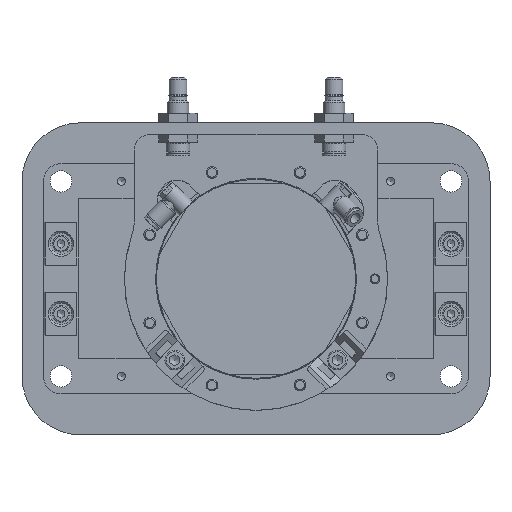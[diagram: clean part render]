
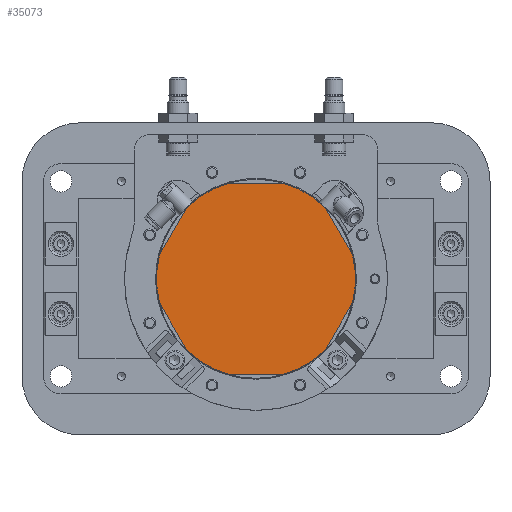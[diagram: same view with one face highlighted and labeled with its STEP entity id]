
A CAD part, front view. The second image highlights one B-rep face of the part: STEP entity #35073.
In plain terms, the highlighted planar face has unit normal (0, -1, 0).
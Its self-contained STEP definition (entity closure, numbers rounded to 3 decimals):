
#1074=LINE('',#46900,#3803);
#1120=LINE('',#47859,#3849);
#1122=LINE('',#47862,#3851);
#1124=LINE('',#47865,#3853);
#1126=LINE('',#47868,#3855);
#1128=LINE('',#47871,#3857);
#3803=VECTOR('',#39032,10.);
#3849=VECTOR('',#39168,10.);
#3851=VECTOR('',#39172,10.);
#3853=VECTOR('',#39176,10.);
#3855=VECTOR('',#39180,10.);
#3857=VECTOR('',#39184,10.);
#9843=FACE_OUTER_BOUND('',#12135,.T.);
#12135=EDGE_LOOP('',(#29659,#29660,#29661,#29662,#29663,#29664,#29665,#29666,
#29667,#29668,#29669,#29670));
#12803=CIRCLE('',#35995,51.);
#12805=CIRCLE('',#35997,51.);
#12807=CIRCLE('',#35999,51.);
#12809=CIRCLE('',#36001,51.);
#12811=CIRCLE('',#36003,51.);
#12813=CIRCLE('',#36005,51.);
#13757=VERTEX_POINT('',#46897);
#13758=VERTEX_POINT('',#46899);
#13929=VERTEX_POINT('',#47815);
#13932=VERTEX_POINT('',#47820);
#13933=VERTEX_POINT('',#47822);
#13936=VERTEX_POINT('',#47828);
#13937=VERTEX_POINT('',#47832);
#13940=VERTEX_POINT('',#47838);
#13941=VERTEX_POINT('',#47840);
#13944=VERTEX_POINT('',#47846);
#13945=VERTEX_POINT('',#47848);
#13948=VERTEX_POINT('',#47854);
#17167=EDGE_CURVE('',#13758,#13757,#1074,.T.);
#17342=EDGE_CURVE('',#13932,#13933,#12803,.T.);
#17346=EDGE_CURVE('',#13936,#13757,#12805,.T.);
#17348=EDGE_CURVE('',#13758,#13937,#12807,.T.);
#17352=EDGE_CURVE('',#13940,#13941,#12809,.T.);
#17356=EDGE_CURVE('',#13944,#13945,#12811,.T.);
#17360=EDGE_CURVE('',#13948,#13929,#12813,.T.);
#17362=EDGE_CURVE('',#13940,#13937,#1120,.T.);
#17364=EDGE_CURVE('',#13944,#13941,#1122,.T.);
#17366=EDGE_CURVE('',#13948,#13945,#1124,.T.);
#17368=EDGE_CURVE('',#13932,#13929,#1126,.T.);
#17370=EDGE_CURVE('',#13936,#13933,#1128,.T.);
#29659=ORIENTED_EDGE('',*,*,#17366,.T.);
#29660=ORIENTED_EDGE('',*,*,#17356,.F.);
#29661=ORIENTED_EDGE('',*,*,#17364,.T.);
#29662=ORIENTED_EDGE('',*,*,#17352,.F.);
#29663=ORIENTED_EDGE('',*,*,#17362,.T.);
#29664=ORIENTED_EDGE('',*,*,#17348,.F.);
#29665=ORIENTED_EDGE('',*,*,#17167,.T.);
#29666=ORIENTED_EDGE('',*,*,#17346,.F.);
#29667=ORIENTED_EDGE('',*,*,#17370,.T.);
#29668=ORIENTED_EDGE('',*,*,#17342,.F.);
#29669=ORIENTED_EDGE('',*,*,#17368,.T.);
#29670=ORIENTED_EDGE('',*,*,#17360,.F.);
#31369=PLANE('',#37104);
#35073=ADVANCED_FACE('',(#9843),#31369,.F.);
#35995=AXIS2_PLACEMENT_3D('',#47823,#39135,#39136);
#35997=AXIS2_PLACEMENT_3D('',#47830,#39141,#39142);
#35999=AXIS2_PLACEMENT_3D('',#47833,#39145,#39146);
#36001=AXIS2_PLACEMENT_3D('',#47841,#39151,#39152);
#36003=AXIS2_PLACEMENT_3D('',#47849,#39157,#39158);
#36005=AXIS2_PLACEMENT_3D('',#47856,#39163,#39164);
#37104=AXIS2_PLACEMENT_3D('',#64973,#43507,#43508);
#39032=DIRECTION('',(-1.,0.,0.));
#39135=DIRECTION('center_axis',(0.,1.,0.));
#39136=DIRECTION('ref_axis',(0.,0.,
1.));
#39141=DIRECTION('center_axis',(0.,1.,0.));
#39142=DIRECTION('ref_axis',(0.,0.,
1.));
#39145=DIRECTION('center_axis',(0.,1.,0.));
#39146=DIRECTION('ref_axis',(0.,0.,
1.));
#39151=DIRECTION('center_axis',(0.,1.,0.));
#39152=DIRECTION('ref_axis',(0.,0.,
1.));
#39157=DIRECTION('center_axis',(0.,1.,0.));
#39158=DIRECTION('ref_axis',(0.,0.,
1.));
#39163=DIRECTION('center_axis',(0.,1.,0.));
#39164=DIRECTION('ref_axis',(0.,0.,
1.));
#39168=DIRECTION('',(-0.5,0.,0.866));
#39172=DIRECTION('',(0.5,0.,0.866));
#39176=DIRECTION('',(1.,0.,0.));
#39180=DIRECTION('',(0.5,0.,-0.866));
#39184=DIRECTION('',(-0.5,0.,-0.866));
#43507=DIRECTION('center_axis',(0.,1.,0.));
#43508=DIRECTION('ref_axis',(-1.,0.,0.));
#46897=CARTESIAN_POINT('',(-14.142,1.6,49.));
#46899=CARTESIAN_POINT('',(14.142,1.6,49.));
#46900=CARTESIAN_POINT('',(-10.,1.6,49.));
#47815=CARTESIAN_POINT('',(-35.364,1.6,-36.747));
#47820=CARTESIAN_POINT('',(-49.506,1.6,-12.253));
#47822=CARTESIAN_POINT('',(-49.506,1.6,12.253));
#47823=CARTESIAN_POINT('Origin',(0.,1.6,
0.));
#47828=CARTESIAN_POINT('',(-35.364,1.6,36.747));
#47830=CARTESIAN_POINT('Origin',(0.,1.6,
0.));
#47832=CARTESIAN_POINT('',(35.364,1.6,36.747));
#47833=CARTESIAN_POINT('Origin',(0.,1.6,
0.));
#47838=CARTESIAN_POINT('',(49.506,1.6,12.253));
#47840=CARTESIAN_POINT('',(49.506,1.6,-12.253));
#47841=CARTESIAN_POINT('Origin',(0.,1.6,
0.));
#47846=CARTESIAN_POINT('',(35.364,1.6,-36.747));
#47848=CARTESIAN_POINT('',(14.142,1.6,-49.));
#47849=CARTESIAN_POINT('Origin',(0.,1.6,
0.));
#47854=CARTESIAN_POINT('',(-14.142,1.6,-49.));
#47856=CARTESIAN_POINT('Origin',(0.,1.6,
0.));
#47859=CARTESIAN_POINT('',(48.477,1.6,14.035));
#47862=CARTESIAN_POINT('',(36.393,1.6,-34.965));
#47865=CARTESIAN_POINT('',(10.,1.6,-49.));
#47868=CARTESIAN_POINT('',(-26.393,1.6,-52.285));
#47871=CARTESIAN_POINT('',(-58.477,1.6,-3.285));
#64973=CARTESIAN_POINT('Origin',(0.,1.6,
0.));
